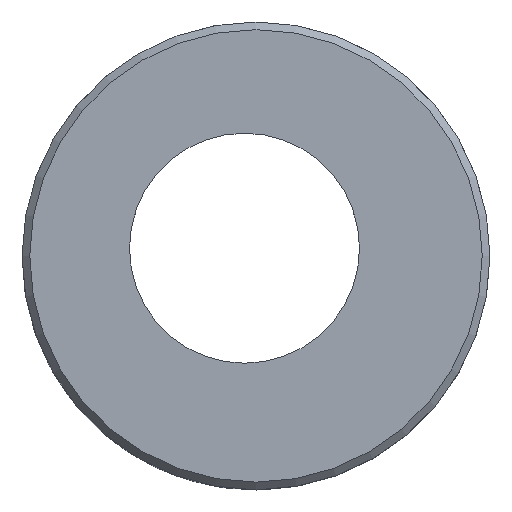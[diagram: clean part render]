
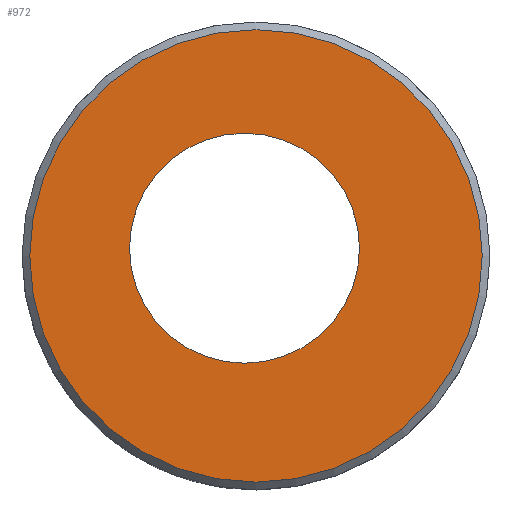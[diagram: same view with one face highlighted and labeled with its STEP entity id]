
A CAD part, top view. The second image highlights one B-rep face of the part: STEP entity #972.
In plain terms, the highlighted planar face has unit normal (0, 0, 1).
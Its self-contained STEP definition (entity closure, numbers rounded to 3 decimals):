
#46=FACE_BOUND('',#190,.T.);
#72=CIRCLE('',#1043,7.5);
#90=CIRCLE('',#1083,14.75);
#133=FACE_OUTER_BOUND('',#189,.T.);
#189=EDGE_LOOP('',(#857));
#190=EDGE_LOOP('',(#858));
#442=VERTEX_POINT('',#1527);
#481=VERTEX_POINT('',#1654);
#548=EDGE_CURVE('',#442,#442,#72,.T.);
#613=EDGE_CURVE('',#481,#481,#90,.T.);
#857=ORIENTED_EDGE('',*,*,#613,.F.);
#858=ORIENTED_EDGE('',*,*,#548,.T.);
#927=PLANE('',#1084);
#972=ADVANCED_FACE('',(#133,#46),#927,.T.);
#1043=AXIS2_PLACEMENT_3D('',#1529,#1230,#1231);
#1083=AXIS2_PLACEMENT_3D('',#1655,#1357,#1358);
#1084=AXIS2_PLACEMENT_3D('',#1657,#1360,#1361);
#1230=DIRECTION('center_axis',(0.,0.,-1.));
#1231=DIRECTION('ref_axis',(1.,0.,0.));
#1357=DIRECTION('center_axis',(0.,0.,-1.));
#1358=DIRECTION('ref_axis',(1.,0.,0.));
#1360=DIRECTION('center_axis',(0.,0.,1.));
#1361=DIRECTION('ref_axis',(1.,0.,0.));
#1527=CARTESIAN_POINT('',(-8.25,0.5,3.9));
#1529=CARTESIAN_POINT('Origin',(-0.75,0.5,3.9));
#1654=CARTESIAN_POINT('',(-14.75,0.,3.9));
#1655=CARTESIAN_POINT('Origin',(0.,0.,3.9));
#1657=CARTESIAN_POINT('Origin',(0.,0.,3.9));
